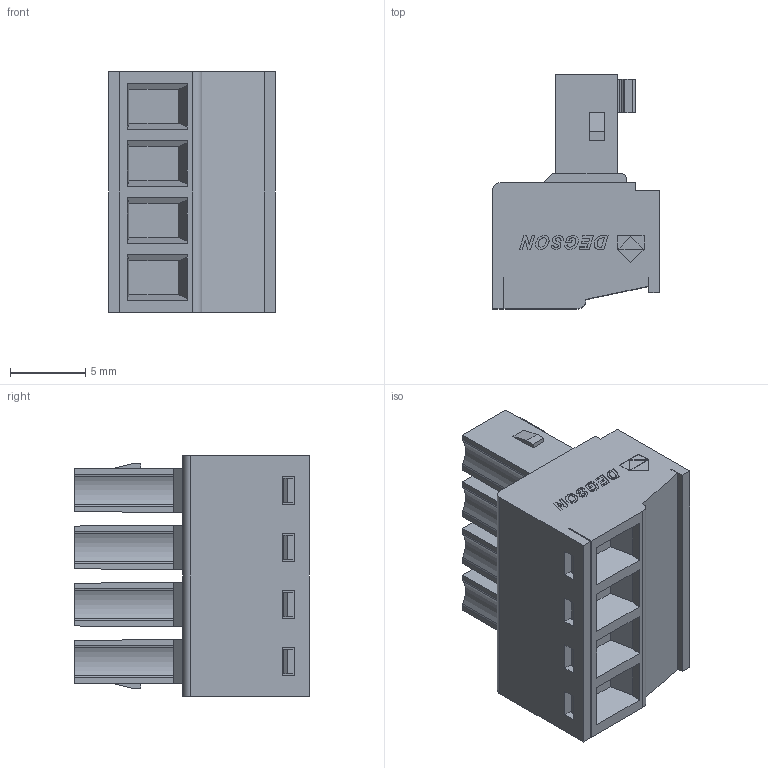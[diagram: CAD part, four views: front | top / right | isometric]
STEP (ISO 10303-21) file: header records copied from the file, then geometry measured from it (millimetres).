
FILE_DESCRIPTION((''),'2;1');
FILE_NAME('15EDGK-3_81-02P-14-00A_H_','2020-06-02T',('Administrator'),(''),'CREO PARAMETRIC BY PTC INC, 2015200','CREO PARAMETRIC BY PTC INC, 2015200','');
FILE_SCHEMA(('AUTOMOTIVE_DESIGN { 1 0 10303 214 1 1 1 1 }'));
Length unit declared in the file: millimetre
Products named in the file (1): 15EDGK-3_81-02P-14-00A_H_
Bounding box: 11.1 x 15.6 x 16.03 mm (x, y, z)
Volume: 1607.2 mm3; surface area: 1611 mm2
Topology: 1 solids, 1 shells, 701 faces, 1929 edges, 1274 vertices
Faces by surface type: plane 599, cylinder 78, torus 16, cone 8
Entity records: 22147 total; most frequent: CARTESIAN_POINT 4041, ORIENTED_EDGE 3858, DIRECTION 3498, EDGE_CURVE 1929, VECTOR 1700, LINE 1700, VERTEX_POINT 1274, AXIS2_PLACEMENT_3D 899
